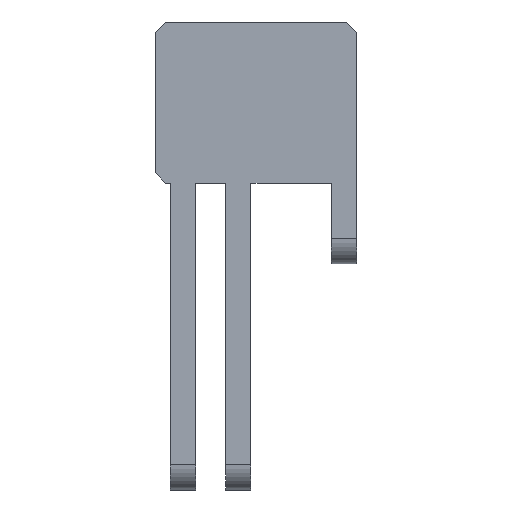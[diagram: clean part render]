
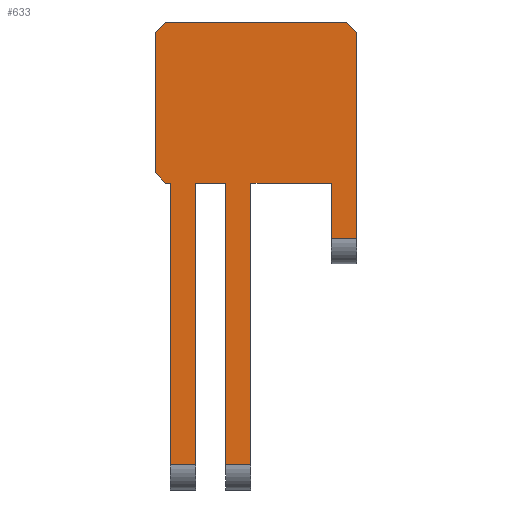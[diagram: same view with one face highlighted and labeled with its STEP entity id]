
A CAD part, front view. The second image highlights one B-rep face of the part: STEP entity #633.
In plain terms, the highlighted planar face has unit normal (0, -1, 0).
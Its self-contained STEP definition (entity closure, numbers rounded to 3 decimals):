
#8 = DIRECTION ( 'NONE',  ( 1., 0., 0. ) ) ;
#35 = VERTEX_POINT ( 'NONE', #480 ) ;
#43 = VERTEX_POINT ( 'NONE', #844 ) ;
#77 = LINE ( 'NONE', #1183, #107 ) ;
#80 = CARTESIAN_POINT ( 'NONE',  ( -17., 0., -63. ) ) ;
#83 = CARTESIAN_POINT ( 'NONE',  ( -25., 0., -5. ) ) ;
#96 = EDGE_CURVE ( 'NONE', #501, #35, #474, .T. ) ;
#100 = VERTEX_POINT ( 'NONE', #295 ) ;
#104 = EDGE_CURVE ( 'NONE', #963, #163, #106, .T. ) ;
#106 = LINE ( 'NONE', #673, #248 ) ;
#107 = VECTOR ( 'NONE', #444, 1000. ) ;
#111 = ORIENTED_EDGE ( 'NONE', *, *, #96, .T. ) ;
#123 = PLANE ( 'NONE',  #244 ) ;
#126 = ORIENTED_EDGE ( 'NONE', *, *, #183, .T. ) ;
#130 = VECTOR ( 'NONE', #588, 1000. ) ;
#131 = CARTESIAN_POINT ( 'NONE',  ( 10., 0., -18. ) ) ;
#147 = LINE ( 'NONE', #966, #1101 ) ;
#149 = DIRECTION ( 'NONE',  ( -1., 0., 0. ) ) ;
#163 = VERTEX_POINT ( 'NONE', #1176 ) ;
#181 = CARTESIAN_POINT ( 'NONE',  ( -25., 0., 25. ) ) ;
#183 = EDGE_CURVE ( 'NONE', #43, #614, #701, .T. ) ;
#187 = EDGE_CURVE ( 'NONE', #352, #963, #147, .T. ) ;
#202 = EDGE_CURVE ( 'NONE', #349, #832, #77, .T. ) ;
#209 = CARTESIAN_POINT ( 'NONE',  ( -22., 0., -63. ) ) ;
#235 = CARTESIAN_POINT ( 'NONE',  ( -6., 0., -7. ) ) ;
#244 = AXIS2_PLACEMENT_3D ( 'NONE', #399, #312, #671 ) ;
#246 = ORIENTED_EDGE ( 'NONE', *, *, #938, .T. ) ;
#248 = VECTOR ( 'NONE', #468, 1000. ) ;
#259 = CARTESIAN_POINT ( 'NONE',  ( -11., 0., -18. ) ) ;
#263 = VECTOR ( 'NONE', #856, 1000. ) ;
#270 = DIRECTION ( 'NONE',  ( -1., 0., 0. ) ) ;
#275 = ORIENTED_EDGE ( 'NONE', *, *, #767, .T. ) ;
#291 = DIRECTION ( 'NONE',  ( 1., 0., 0. ) ) ;
#295 = CARTESIAN_POINT ( 'NONE',  ( -23., 0., 25. ) ) ;
#297 = DIRECTION ( 'NONE',  ( 0., 0., 1. ) ) ;
#299 = FACE_OUTER_BOUND ( 'NONE', #1156, .T. ) ;
#309 = VERTEX_POINT ( 'NONE', #346 ) ;
#312 = DIRECTION ( 'NONE',  ( 0., 1., 0. ) ) ;
#340 = VECTOR ( 'NONE', #8, 1000. ) ;
#346 = CARTESIAN_POINT ( 'NONE',  ( -25., 0., 23. ) ) ;
#349 = VERTEX_POINT ( 'NONE', #1003 ) ;
#352 = VERTEX_POINT ( 'NONE', #83 ) ;
#353 = LINE ( 'NONE', #1103, #1064 ) ;
#367 = ORIENTED_EDGE ( 'NONE', *, *, #547, .T. ) ;
#371 = CARTESIAN_POINT ( 'NONE',  ( 10., 0., -18. ) ) ;
#382 = CARTESIAN_POINT ( 'NONE',  ( -25., 0., -18. ) ) ;
#384 = CARTESIAN_POINT ( 'NONE',  ( 15., 0., -18. ) ) ;
#390 = LINE ( 'NONE', #131, #263 ) ;
#396 = CARTESIAN_POINT ( 'NONE',  ( -23., 0., -7. ) ) ;
#399 = CARTESIAN_POINT ( 'NONE',  ( 0., 0., 0. ) ) ;
#402 = ORIENTED_EDGE ( 'NONE', *, *, #693, .T. ) ;
#424 = ORIENTED_EDGE ( 'NONE', *, *, #1046, .F. ) ;
#444 = DIRECTION ( 'NONE',  ( 0., 0., -1. ) ) ;
#468 = DIRECTION ( 'NONE',  ( 1., 0., 0. ) ) ;
#474 = LINE ( 'NONE', #1126, #981 ) ;
#477 = ORIENTED_EDGE ( 'NONE', *, *, #983, .T. ) ;
#480 = CARTESIAN_POINT ( 'NONE',  ( 10., 0., -7. ) ) ;
#492 = DIRECTION ( 'NONE',  ( 0., 0., -1. ) ) ;
#497 = ORIENTED_EDGE ( 'NONE', *, *, #967, .F. ) ;
#501 = VERTEX_POINT ( 'NONE', #235 ) ;
#528 = LINE ( 'NONE', #925, #340 ) ;
#531 = EDGE_CURVE ( 'NONE', #501, #614, #1044, .T. ) ;
#543 = LINE ( 'NONE', #259, #801 ) ;
#547 = EDGE_CURVE ( 'NONE', #35, #929, #390, .T. ) ;
#577 = DIRECTION ( 'NONE',  ( -0.707, 0., -0.707 ) ) ;
#586 = VERTEX_POINT ( 'NONE', #384 ) ;
#588 = DIRECTION ( 'NONE',  ( 1., 0., 0. ) ) ;
#610 = DIRECTION ( 'NONE',  ( 0.707, 0., -0.707 ) ) ;
#614 = VERTEX_POINT ( 'NONE', #943 ) ;
#619 = ORIENTED_EDGE ( 'NONE', *, *, #799, .T. ) ;
#633 = ADVANCED_FACE ( 'NONE', ( #299 ), #123, .F. ) ;
#634 = VECTOR ( 'NONE', #712, 1000. ) ;
#641 = VERTEX_POINT ( 'NONE', #209 ) ;
#669 = DIRECTION ( 'NONE',  ( 0., 0., 1. ) ) ;
#671 = DIRECTION ( 'NONE',  ( 0., 0., 1. ) ) ;
#673 = CARTESIAN_POINT ( 'NONE',  ( -25., 0., -7. ) ) ;
#683 = CARTESIAN_POINT ( 'NONE',  ( 13., 0., 25. ) ) ;
#693 = EDGE_CURVE ( 'NONE', #1121, #727, #977, .T. ) ;
#701 = LINE ( 'NONE', #1065, #130 ) ;
#708 = VECTOR ( 'NONE', #291, 1000. ) ;
#712 = DIRECTION ( 'NONE',  ( 0., 0., -1. ) ) ;
#718 = ORIENTED_EDGE ( 'NONE', *, *, #823, .F. ) ;
#720 = LINE ( 'NONE', #814, #634 ) ;
#727 = VERTEX_POINT ( 'NONE', #894 ) ;
#729 = ORIENTED_EDGE ( 'NONE', *, *, #892, .F. ) ;
#734 = LINE ( 'NONE', #934, #904 ) ;
#738 = CARTESIAN_POINT ( 'NONE',  ( 15., 0., -18. ) ) ;
#767 = EDGE_CURVE ( 'NONE', #349, #923, #528, .T. ) ;
#776 = ORIENTED_EDGE ( 'NONE', *, *, #786, .T. ) ;
#786 = EDGE_CURVE ( 'NONE', #163, #641, #720, .T. ) ;
#799 = EDGE_CURVE ( 'NONE', #923, #43, #543, .T. ) ;
#801 = VECTOR ( 'NONE', #901, 1000. ) ;
#814 = CARTESIAN_POINT ( 'NONE',  ( -22., 0., 0. ) ) ;
#823 = EDGE_CURVE ( 'NONE', #832, #641, #353, .T. ) ;
#832 = VERTEX_POINT ( 'NONE', #80 ) ;
#842 = VECTOR ( 'NONE', #297, 1000. ) ;
#844 = CARTESIAN_POINT ( 'NONE',  ( -11., 0., -63. ) ) ;
#856 = DIRECTION ( 'NONE',  ( 0., 0., -1. ) ) ;
#887 = CARTESIAN_POINT ( 'NONE',  ( 15., 0., 23. ) ) ;
#892 = EDGE_CURVE ( 'NONE', #100, #727, #1198, .T. ) ;
#894 = CARTESIAN_POINT ( 'NONE',  ( 13., 0., 25. ) ) ;
#901 = DIRECTION ( 'NONE',  ( 0., 0., -1. ) ) ;
#904 = VECTOR ( 'NONE', #577, 1000. ) ;
#906 = VECTOR ( 'NONE', #149, 1000. ) ;
#923 = VERTEX_POINT ( 'NONE', #1129 ) ;
#925 = CARTESIAN_POINT ( 'NONE',  ( -17., 0., -7. ) ) ;
#929 = VERTEX_POINT ( 'NONE', #371 ) ;
#934 = CARTESIAN_POINT ( 'NONE',  ( -23., 0., 25. ) ) ;
#938 = EDGE_CURVE ( 'NONE', #100, #309, #734, .T. ) ;
#943 = CARTESIAN_POINT ( 'NONE',  ( -6., 0., -63. ) ) ;
#957 = ORIENTED_EDGE ( 'NONE', *, *, #187, .T. ) ;
#961 = ORIENTED_EDGE ( 'NONE', *, *, #531, .F. ) ;
#963 = VERTEX_POINT ( 'NONE', #396 ) ;
#966 = CARTESIAN_POINT ( 'NONE',  ( -23., 0., -7. ) ) ;
#967 = EDGE_CURVE ( 'NONE', #352, #309, #1048, .T. ) ;
#977 = LINE ( 'NONE', #683, #1075 ) ;
#981 = VECTOR ( 'NONE', #1058, 1000. ) ;
#983 = EDGE_CURVE ( 'NONE', #586, #1121, #1141, .T. ) ;
#1003 = CARTESIAN_POINT ( 'NONE',  ( -17., 0., -7. ) ) ;
#1017 = VECTOR ( 'NONE', #492, 1000. ) ;
#1027 = CARTESIAN_POINT ( 'NONE',  ( -6., 0., -18. ) ) ;
#1033 = ORIENTED_EDGE ( 'NONE', *, *, #104, .T. ) ;
#1044 = LINE ( 'NONE', #1027, #1017 ) ;
#1046 = EDGE_CURVE ( 'NONE', #586, #929, #1055, .T. ) ;
#1048 = LINE ( 'NONE', #382, #842 ) ;
#1055 = LINE ( 'NONE', #1155, #906 ) ;
#1058 = DIRECTION ( 'NONE',  ( 1., 0., 0. ) ) ;
#1064 = VECTOR ( 'NONE', #270, 1000. ) ;
#1065 = CARTESIAN_POINT ( 'NONE',  ( -11., 0., -63. ) ) ;
#1069 = ORIENTED_EDGE ( 'NONE', *, *, #202, .F. ) ;
#1075 = VECTOR ( 'NONE', #1157, 1000. ) ;
#1101 = VECTOR ( 'NONE', #610, 1000. ) ;
#1103 = CARTESIAN_POINT ( 'NONE',  ( -17., 0., -63. ) ) ;
#1121 = VERTEX_POINT ( 'NONE', #887 ) ;
#1126 = CARTESIAN_POINT ( 'NONE',  ( -6., 0., -7. ) ) ;
#1129 = CARTESIAN_POINT ( 'NONE',  ( -11., 0., -7. ) ) ;
#1141 = LINE ( 'NONE', #738, #1142 ) ;
#1142 = VECTOR ( 'NONE', #669, 1000. ) ;
#1155 = CARTESIAN_POINT ( 'NONE',  ( -25., 0., -18. ) ) ;
#1156 = EDGE_LOOP ( 'NONE', ( #497, #957, #1033, #776, #718, #1069, #275, #619, #126, #961, #111, #367, #424, #477, #402, #729, #246 ) ) ;
#1157 = DIRECTION ( 'NONE',  ( -0.707, 0., 0.707 ) ) ;
#1176 = CARTESIAN_POINT ( 'NONE',  ( -22., 0., -7. ) ) ;
#1183 = CARTESIAN_POINT ( 'NONE',  ( -17., 0., 0. ) ) ;
#1198 = LINE ( 'NONE', #181, #708 ) ;
